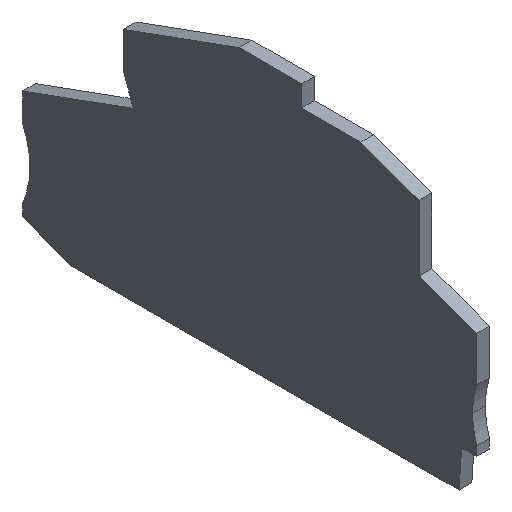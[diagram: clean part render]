
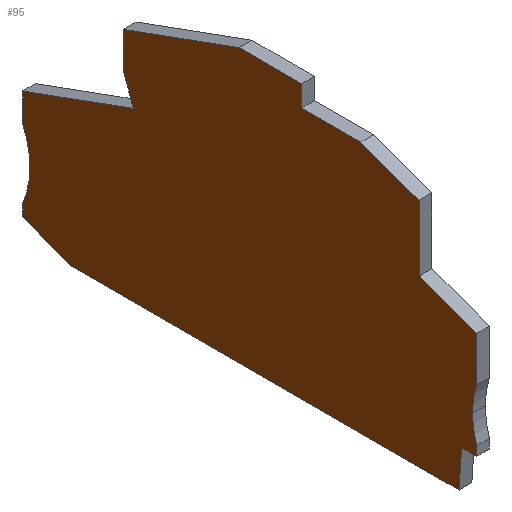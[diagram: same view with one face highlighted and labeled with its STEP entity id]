
A CAD part, isometric view. The second image highlights one B-rep face of the part: STEP entity #95.
In plain terms, the highlighted planar face has unit normal (-1, 0, 0).
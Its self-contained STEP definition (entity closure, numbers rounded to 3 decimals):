
#95=ADVANCED_FACE('',(#184),#185,.T.);
#184=FACE_OUTER_BOUND('',#264,.T.);
#185=PLANE('',#265);
#264=EDGE_LOOP('',(#471,#472,#473,#474,#475,#476,#477,#478,#479,#480,#481,#482,#483,#484,#485,#486,#487,#488,#489,#490,#491,#492));
#265=AXIS2_PLACEMENT_3D('',#493,#494,#495);
#471=ORIENTED_EDGE('',*,*,#565,.T.);
#472=ORIENTED_EDGE('',*,*,#506,.T.);
#473=ORIENTED_EDGE('',*,*,#560,.T.);
#474=ORIENTED_EDGE('',*,*,#554,.T.);
#475=ORIENTED_EDGE('',*,*,#548,.T.);
#476=ORIENTED_EDGE('',*,*,#541,.T.);
#477=ORIENTED_EDGE('',*,*,#535,.T.);
#478=ORIENTED_EDGE('',*,*,#531,.T.);
#479=ORIENTED_EDGE('',*,*,#524,.T.);
#480=ORIENTED_EDGE('',*,*,#518,.T.);
#481=ORIENTED_EDGE('',*,*,#511,.T.);
#482=ORIENTED_EDGE('',*,*,#577,.T.);
#483=ORIENTED_EDGE('',*,*,#526,.T.);
#484=ORIENTED_EDGE('',*,*,#562,.T.);
#485=ORIENTED_EDGE('',*,*,#499,.T.);
#486=ORIENTED_EDGE('',*,*,#584,.T.);
#487=ORIENTED_EDGE('',*,*,#545,.T.);
#488=ORIENTED_EDGE('',*,*,#556,.T.);
#489=ORIENTED_EDGE('',*,*,#513,.T.);
#490=ORIENTED_EDGE('',*,*,#571,.T.);
#491=ORIENTED_EDGE('',*,*,#580,.T.);
#492=ORIENTED_EDGE('',*,*,#573,.T.);
#493=CARTESIAN_POINT('',(0.,52.263,25.031));
#494=DIRECTION('',(-1.0,0.,0.0));
#495=DIRECTION('',(0.,0.,-1.0));
#499=EDGE_CURVE('',#592,#589,#593,.T.);
#506=EDGE_CURVE('',#599,#603,#605,.T.);
#511=EDGE_CURVE('',#608,#612,#614,.T.);
#513=EDGE_CURVE('',#616,#617,#618,.T.);
#518=EDGE_CURVE('',#625,#608,#626,.T.);
#524=EDGE_CURVE('',#632,#625,#635,.T.);
#526=EDGE_CURVE('',#637,#638,#639,.T.);
#531=EDGE_CURVE('',#646,#632,#647,.T.);
#535=EDGE_CURVE('',#652,#646,#653,.T.);
#541=EDGE_CURVE('',#659,#652,#662,.T.);
#545=EDGE_CURVE('',#669,#667,#670,.T.);
#548=EDGE_CURVE('',#673,#659,#674,.T.);
#554=EDGE_CURVE('',#680,#673,#683,.T.);
#556=EDGE_CURVE('',#667,#616,#685,.T.);
#560=EDGE_CURVE('',#603,#680,#689,.T.);
#562=EDGE_CURVE('',#638,#592,#691,.T.);
#565=EDGE_CURVE('',#694,#599,#695,.T.);
#571=EDGE_CURVE('',#617,#702,#704,.T.);
#573=EDGE_CURVE('',#706,#694,#707,.T.);
#577=EDGE_CURVE('',#612,#637,#712,.T.);
#580=EDGE_CURVE('',#702,#706,#715,.T.);
#584=EDGE_CURVE('',#589,#669,#719,.T.);
#589=VERTEX_POINT('',#724);
#592=VERTEX_POINT('',#728);
#593=CIRCLE('',#729,15.0);
#599=VERTEX_POINT('',#736);
#603=VERTEX_POINT('',#741);
#605=CIRCLE('',#744,15.);
#608=VERTEX_POINT('',#747);
#612=VERTEX_POINT('',#753);
#614=LINE('',#756,#757);
#616=VERTEX_POINT('',#759);
#617=VERTEX_POINT('',#760);
#618=LINE('',#761,#762);
#625=VERTEX_POINT('',#772);
#626=LINE('',#773,#774);
#632=VERTEX_POINT('',#782);
#635=LINE('',#787,#788);
#637=VERTEX_POINT('',#790);
#638=VERTEX_POINT('',#791);
#639=LINE('',#792,#793);
#646=VERTEX_POINT('',#803);
#647=LINE('',#804,#805);
#652=VERTEX_POINT('',#812);
#653=LINE('',#813,#814);
#659=VERTEX_POINT('',#822);
#662=LINE('',#827,#828);
#667=VERTEX_POINT('',#834);
#669=VERTEX_POINT('',#837);
#670=LINE('',#838,#839);
#673=VERTEX_POINT('',#843);
#674=LINE('',#844,#845);
#680=VERTEX_POINT('',#853);
#683=LINE('',#858,#859);
#685=LINE('',#861,#862);
#689=LINE('',#868,#869);
#691=LINE('',#871,#872);
#694=VERTEX_POINT('',#876);
#695=CIRCLE('',#877,15.);
#702=VERTEX_POINT('',#886);
#704=LINE('',#889,#890);
#706=VERTEX_POINT('',#892);
#707=LINE('',#893,#894);
#712=LINE('',#901,#902);
#715=LINE('',#906,#907);
#719=CIRCLE('',#912,15.0);
#724=CARTESIAN_POINT('',(0.,76.748,11.1));
#728=CARTESIAN_POINT('',(0.,78.,17.1));
#729=AXIS2_PLACEMENT_3D('',#917,#918,#919);
#736=CARTESIAN_POINT('',(0.,0.691,12.6));
#741=CARTESIAN_POINT('',(0.,0.,17.1));
#744=AXIS2_PLACEMENT_3D('',#929,#930,#931);
#747=CARTESIAN_POINT('',(0.,60.7,39.679));
#753=CARTESIAN_POINT('',(0.,60.7,33.557));
#756=CARTESIAN_POINT('',(0.,60.7,33.791));
#757=VECTOR('',#935,1.0);
#759=CARTESIAN_POINT('',(0.,70.005,0.));
#760=CARTESIAN_POINT('',(0.,3.028,0.));
#761=CARTESIAN_POINT('',(0.,41.31,0.));
#762=VECTOR('',#936,1.0);
#772=CARTESIAN_POINT('',(0.,40.817,46.915));
#773=CARTESIAN_POINT('',(0.,41.31,46.736));
#774=VECTOR('',#940,1.0);
#782=CARTESIAN_POINT('',(0.,30.05,46.915));
#787=CARTESIAN_POINT('',(0.,41.31,46.915));
#788=VECTOR('',#945,1.0);
#790=CARTESIAN_POINT('',(0.,58.966,28.794));
#791=CARTESIAN_POINT('',(0.,78.,21.867));
#792=CARTESIAN_POINT('',(0.,41.31,35.221));
#793=VECTOR('',#946,1.0);
#803=CARTESIAN_POINT('',(0.,30.05,43.315));
#804=CARTESIAN_POINT('',(0.,30.05,33.791));
#805=VECTOR('',#950,1.0);
#812=CARTESIAN_POINT('',(0.,19.892,43.315));
#813=CARTESIAN_POINT('',(0.,41.31,43.315));
#814=VECTOR('',#953,1.0);
#822=CARTESIAN_POINT('',(0.,9.9,39.679));
#827=CARTESIAN_POINT('',(0.,41.31,51.111));
#828=VECTOR('',#958,1.0);
#834=CARTESIAN_POINT('',(0.,78.,3.221));
#837=CARTESIAN_POINT('',(0.,78.,5.1));
#838=CARTESIAN_POINT('',(0.,78.,33.791));
#839=VECTOR('',#961,1.0);
#843=CARTESIAN_POINT('',(0.,9.9,28.398));
#844=CARTESIAN_POINT('',(0.,9.9,33.791));
#845=VECTOR('',#963,1.0);
#853=CARTESIAN_POINT('',(0.,0.,24.795));
#858=CARTESIAN_POINT('',(0.,41.31,39.831));
#859=VECTOR('',#968,1.0);
#861=CARTESIAN_POINT('',(0.,41.31,-11.56));
#862=VECTOR('',#969,1.0);
#868=CARTESIAN_POINT('',(0.,0.,33.791));
#869=VECTOR('',#972,1.0);
#871=CARTESIAN_POINT('',(0.,78.,33.791));
#872=VECTOR('',#973,1.0);
#876=CARTESIAN_POINT('',(0.,0.,8.1));
#877=AXIS2_PLACEMENT_3D('',#975,#976,#977);
#886=CARTESIAN_POINT('',(0.,2.574,6.5));
#889=CARTESIAN_POINT('',(0.,0.666,33.791));
#890=VECTOR('',#984,1.0);
#892=CARTESIAN_POINT('',(0.,0.,6.5));
#893=CARTESIAN_POINT('',(0.,0.,33.791));
#894=VECTOR('',#985,1.0);
#901=CARTESIAN_POINT('',(0.,60.785,33.791));
#902=VECTOR('',#988,1.0);
#906=CARTESIAN_POINT('',(0.,41.31,6.5));
#907=VECTOR('',#990,1.0);
#912=AXIS2_PLACEMENT_3D('',#995,#996,#997);
#917=CARTESIAN_POINT('',(0.,91.748,11.1));
#918=DIRECTION('',(1.0,0.,0.0));
#919=DIRECTION('',(0.,1.0,0.));
#929=CARTESIAN_POINT('',(0.,-14.309,12.6));
#930=DIRECTION('',(1.0,0.,0.));
#931=DIRECTION('',(0.,1.0,0.));
#935=DIRECTION('',(0.,0.,-1.0));
#936=DIRECTION('',(0.,-1.0,0.));
#940=DIRECTION('',(0.,0.94,-0.342));
#945=DIRECTION('',(0.,1.0,0.));
#946=DIRECTION('',(0.,0.94,-0.342));
#950=DIRECTION('',(0.,0.,1.0));
#953=DIRECTION('',(0.,1.0,0.));
#958=DIRECTION('',(0.,0.94,0.342));
#961=DIRECTION('',(0.,0.,-1.0));
#963=DIRECTION('',(0.,0.,1.0));
#968=DIRECTION('',(0.,0.94,0.342));
#969=DIRECTION('',(0.,-0.928,-0.374));
#972=DIRECTION('',(0.,0.,1.0));
#973=DIRECTION('',(0.,0.,-1.0));
#975=CARTESIAN_POINT('',(0.,-14.309,12.6));
#976=DIRECTION('',(1.0,0.,0.));
#977=DIRECTION('',(0.,1.0,0.));
#984=DIRECTION('',(0.,-0.07,0.998));
#985=DIRECTION('',(0.,0.,1.0));
#988=DIRECTION('',(0.,-0.342,-0.94));
#990=DIRECTION('',(0.,-1.0,0.));
#995=CARTESIAN_POINT('',(0.,91.748,11.1));
#996=DIRECTION('',(1.0,0.,0.0));
#997=DIRECTION('',(0.,1.0,0.));
